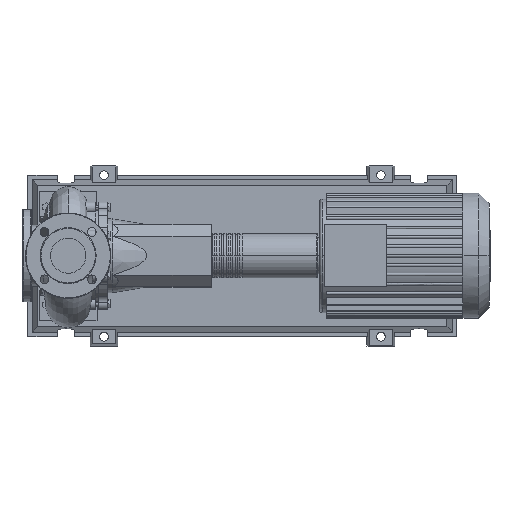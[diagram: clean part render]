
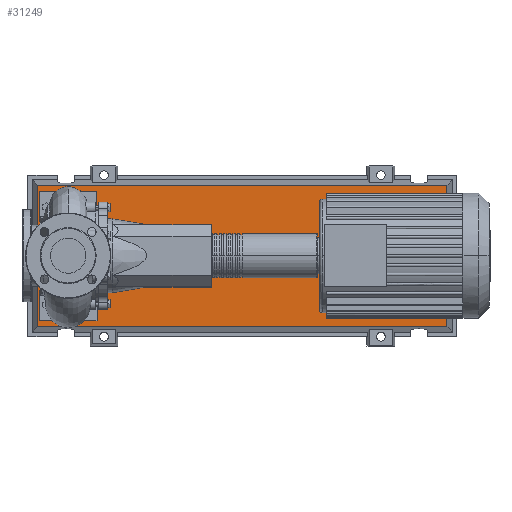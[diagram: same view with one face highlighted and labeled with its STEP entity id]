
A CAD part, top view. The second image highlights one B-rep face of the part: STEP entity #31249.
In plain terms, the highlighted planar face has unit normal (0, 0, 1).
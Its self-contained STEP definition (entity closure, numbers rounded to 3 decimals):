
#30930=CARTESIAN_POINT('',(820.792,-153.292,83.0));
#30931=VERTEX_POINT('',#30930);
#30938=CARTESIAN_POINT('',(-65.792,-153.292,83.0));
#30939=VERTEX_POINT('',#30938);
#30940=CARTESIAN_POINT('',(820.792,-153.292,83.0));
#30941=DIRECTION('',(-1.0,0.0,0.0));
#30942=VECTOR('',#30941,886.584);
#30943=LINE('',#30940,#30942);
#30944=EDGE_CURVE('',#30931,#30939,#30943,.T.);
#31162=CARTESIAN_POINT('',(820.792,153.292,83.0));
#31163=VERTEX_POINT('',#31162);
#31164=CARTESIAN_POINT('',(820.792,153.292,83.0));
#31165=DIRECTION('',(0.0,-1.0,0.0));
#31166=VECTOR('',#31165,306.584);
#31167=LINE('',#31164,#31166);
#31168=EDGE_CURVE('',#31163,#30931,#31167,.T.);
#31186=CARTESIAN_POINT('',(-65.792,153.292,83.0));
#31187=VERTEX_POINT('',#31186);
#31188=CARTESIAN_POINT('',(-65.792,-153.292,83.0));
#31189=DIRECTION('',(0.0,1.0,0.0));
#31190=VECTOR('',#31189,306.584);
#31191=LINE('',#31188,#31190);
#31192=EDGE_CURVE('',#30939,#31187,#31191,.T.);
#31225=CARTESIAN_POINT('',(-65.792,153.292,83.0));
#31226=DIRECTION('',(1.0,0.0,0.0));
#31227=VECTOR('',#31226,886.584);
#31228=LINE('',#31225,#31227);
#31229=EDGE_CURVE('',#31187,#31163,#31228,.T.);
#31238=CARTESIAN_POINT('',(377.5,0.,83.0));
#31239=DIRECTION('',(0.0,0.0,1.0));
#31240=DIRECTION('',(1.0,0.0,0.0));
#31241=AXIS2_PLACEMENT_3D('',#31238,#31239,#31240);
#31242=PLANE('',#31241);
#31243=ORIENTED_EDGE('',*,*,#31168,.F.);
#31244=ORIENTED_EDGE('',*,*,#31229,.F.);
#31245=ORIENTED_EDGE('',*,*,#31192,.F.);
#31246=ORIENTED_EDGE('',*,*,#30944,.F.);
#31247=EDGE_LOOP('',(#31243,#31244,#31245,#31246));
#31248=FACE_OUTER_BOUND('',#31247,.T.);
#31249=ADVANCED_FACE('',(#31248),#31242,.T.);
